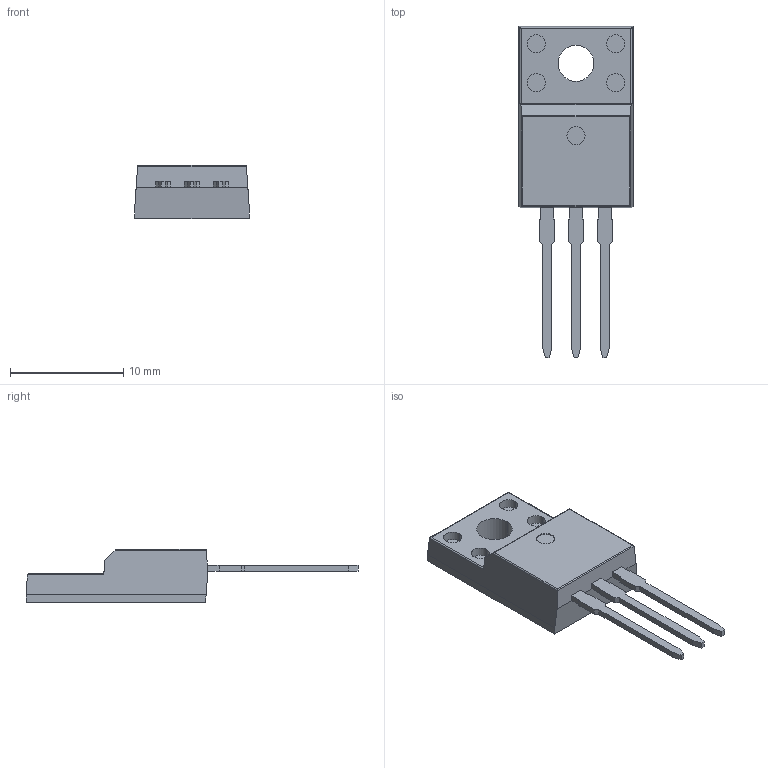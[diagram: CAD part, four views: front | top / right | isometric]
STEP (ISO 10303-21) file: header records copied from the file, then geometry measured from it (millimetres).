
FILE_DESCRIPTION (( 'STEP AP214' ), '1' );
FILE_NAME ('FFPF60SA60DSTU.STEP', '2021-09-17T20:16:50', ( '' ), ( '' ), 'SwSTEP 2.0', 'SolidWorks 2017', '' );
FILE_SCHEMA (( 'AUTOMOTIVE_DESIGN' ));
Length unit declared in the file: millimetre
Products named in the file (1): FFPF60SA60DSTU
Bounding box: 10.16 x 29.35 x 4.7 mm (x, y, z)
Volume: 585.2 mm3; surface area: 662.6 mm2
Topology: 4 solids, 4 shells, 85 faces, 210 edges, 138 vertices
Faces by surface type: plane 66, cylinder 19
Entity records: 2545 total; most frequent: CARTESIAN_POINT 464, ORIENTED_EDGE 420, DIRECTION 396, EDGE_CURVE 210, LINE 176, VECTOR 176, VERTEX_POINT 138, AXIS2_PLACEMENT_3D 110
